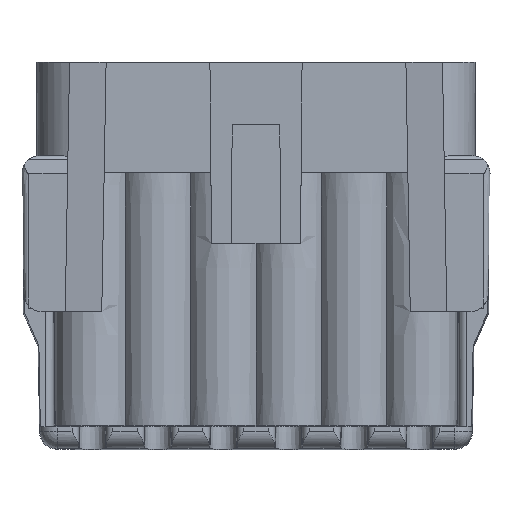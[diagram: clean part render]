
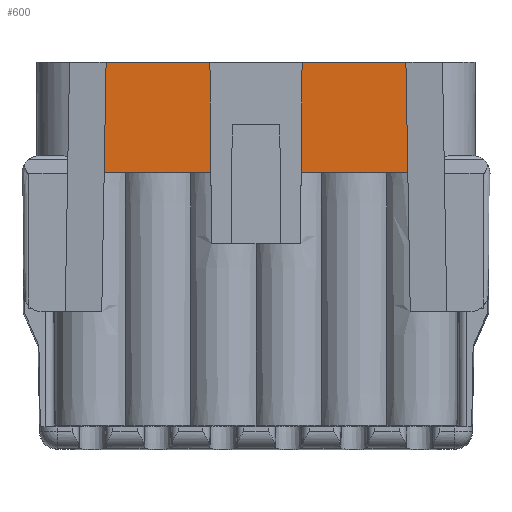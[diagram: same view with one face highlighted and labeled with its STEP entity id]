
A CAD part, front view. The second image highlights one B-rep face of the part: STEP entity #600.
In plain terms, the highlighted planar face has unit normal (0, -1, 0).
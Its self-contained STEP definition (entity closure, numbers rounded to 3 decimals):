
#600=ADVANCED_FACE('',(#1027),#794,.T.);
#794=PLANE('',#5378);
#1027=FACE_OUTER_BOUND('',#1312,.T.);
#1312=EDGE_LOOP('',(#2337,#2338,#2339,#2340,#2341,#2342,#2343,#2344));
#2337=ORIENTED_EDGE('',*,*,#3902,.T.);
#2338=ORIENTED_EDGE('',*,*,#3905,.F.);
#2339=ORIENTED_EDGE('',*,*,#3906,.F.);
#2340=ORIENTED_EDGE('',*,*,#3844,.F.);
#2341=ORIENTED_EDGE('',*,*,#3907,.T.);
#2342=ORIENTED_EDGE('',*,*,#3908,.F.);
#2343=ORIENTED_EDGE('',*,*,#3893,.F.);
#2344=ORIENTED_EDGE('',*,*,#3850,.F.);
#3219=VERTEX_POINT('',#8320);
#3220=VERTEX_POINT('',#8322);
#3225=VERTEX_POINT('',#8333);
#3226=VERTEX_POINT('',#8335);
#3262=VERTEX_POINT('',#8440);
#3269=VERTEX_POINT('',#8462);
#3270=VERTEX_POINT('',#8469);
#3271=VERTEX_POINT('',#8472);
#3844=EDGE_CURVE('',#3219,#3220,#4426,.T.);
#3850=EDGE_CURVE('',#3225,#3226,#4431,.T.);
#3893=EDGE_CURVE('',#3226,#3262,#4453,.T.);
#3902=EDGE_CURVE('',#3225,#3269,#4460,.T.);
#3905=EDGE_CURVE('',#3270,#3269,#4463,.T.);
#3906=EDGE_CURVE('',#3220,#3270,#4464,.T.);
#3907=EDGE_CURVE('',#3219,#3271,#4465,.T.);
#3908=EDGE_CURVE('',#3262,#3271,#4466,.T.);
#4426=LINE('',#8321,#4897);
#4431=LINE('',#8334,#4902);
#4453=LINE('',#8439,#4924);
#4460=LINE('',#8463,#4931);
#4463=LINE('',#8468,#4934);
#4464=LINE('',#8470,#4935);
#4465=LINE('',#8471,#4936);
#4466=LINE('',#8473,#4937);
#4897=VECTOR('',#6410,1.);
#4902=VECTOR('',#6419,1.);
#4924=VECTOR('',#6491,1.);
#4931=VECTOR('',#6500,1.);
#4934=VECTOR('',#6507,1.);
#4935=VECTOR('',#6508,1.);
#4936=VECTOR('',#6509,1.);
#4937=VECTOR('',#6510,1.);
#5378=AXIS2_PLACEMENT_3D('',#8474,#6511,#6512);
#6410=DIRECTION('',(1.,0.,0.));
#6419=DIRECTION('',(-1.,0.,0.));
#6491=DIRECTION('',(0.009,0.,-1.));
#6500=DIRECTION('',(-0.009,0.,-1.));
#6507=DIRECTION('',(-1.,0.,0.));
#6508=DIRECTION('',(0.017,0.,-1.));
#6509=DIRECTION('',(-0.017,0.,-1.));
#6510=DIRECTION('',(-1.,0.,0.));
#6511=DIRECTION('',(0.,-1.,0.));
#6512=DIRECTION('',(0.,0.,-1.));
#8320=CARTESIAN_POINT('',(-17.639,-6.552,4.37));
#8321=CARTESIAN_POINT('',(-19.25,-6.552,4.37));
#8322=CARTESIAN_POINT('',(17.639,-6.552,4.37));
#8333=CARTESIAN_POINT('',(5.42,-6.552,4.322));
#8334=CARTESIAN_POINT('',(-19.25,-6.552,4.322));
#8335=CARTESIAN_POINT('',(-5.42,-6.552,4.322));
#8439=CARTESIAN_POINT('',(-5.335,-6.552,-5.509));
#8440=CARTESIAN_POINT('',(-5.307,-6.552,-8.63));
#8462=CARTESIAN_POINT('',(5.307,-6.552,-8.63));
#8463=CARTESIAN_POINT('',(5.332,-6.552,-5.845));
#8468=CARTESIAN_POINT('',(-19.25,-6.552,-8.63));
#8469=CARTESIAN_POINT('',(17.865,-6.552,-8.63));
#8470=CARTESIAN_POINT('',(18.15,-6.552,-24.93));
#8471=CARTESIAN_POINT('',(-18.15,-6.552,-24.93));
#8472=CARTESIAN_POINT('',(-17.865,-6.552,-8.63));
#8473=CARTESIAN_POINT('',(-19.25,-6.552,-8.63));
#8474=CARTESIAN_POINT('',(-19.25,-6.552,-5.63));
